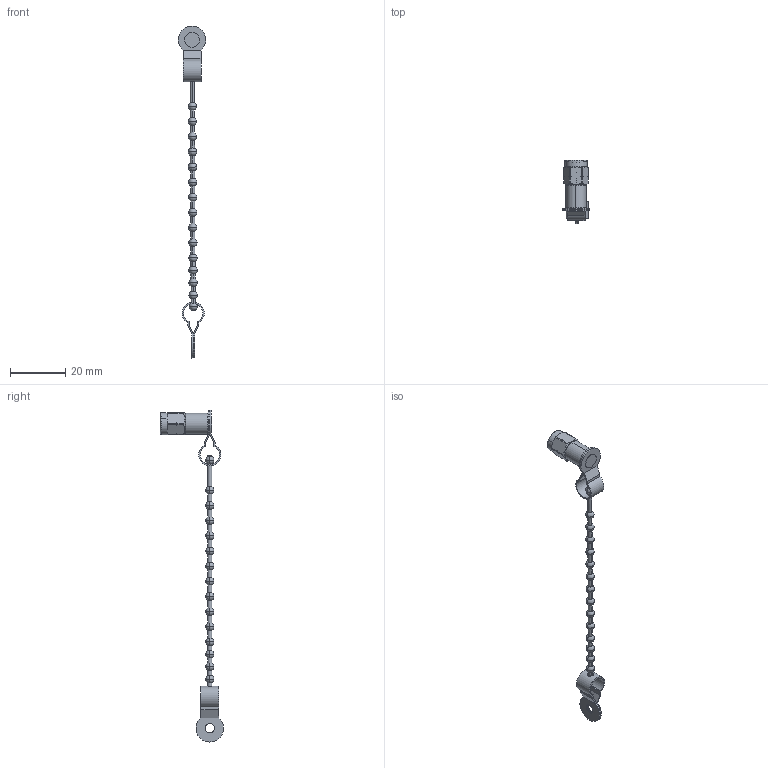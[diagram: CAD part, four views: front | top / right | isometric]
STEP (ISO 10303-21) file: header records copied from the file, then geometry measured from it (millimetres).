
FILE_DESCRIPTION (( 'STEP AP214' ), '1' );
FILE_NAME ('CM-2M-33-WR-2, Defeatured.STEP', '2024-09-04T17:24:34', ( '' ), ( '' ), 'SwSTEP 2.0', 'SolidWorks 2021', '' );
FILE_SCHEMA (( 'AUTOMOTIVE_DESIGN' ));
Length unit declared in the file: millimetre
Products named in the file (1): CM-2M-33-WR-2, Defeatured
Bounding box: 10 x 22.91 x 120.52 mm (x, y, z)
Volume: 1306.2 mm3; surface area: 2861.7 mm2
Topology: 3 solids, 3 shells, 274 faces, 795 edges, 477 vertices
Faces by surface type: cylinder 116, sphere 66, plane 58, cone 30, torus 2, bspline 2
Entity records: 9780 total; most frequent: CARTESIAN_POINT 2891, DIRECTION 1567, ORIENTED_EDGE 1398, EDGE_CURVE 699, AXIS2_PLACEMENT_3D 677, VERTEX_POINT 445, CIRCLE 404, EDGE_LOOP 302
